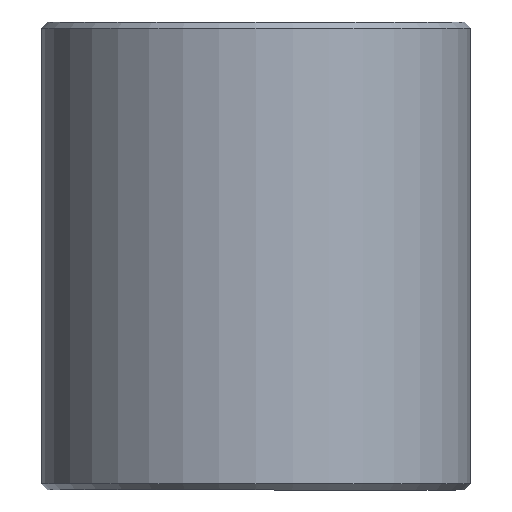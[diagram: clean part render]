
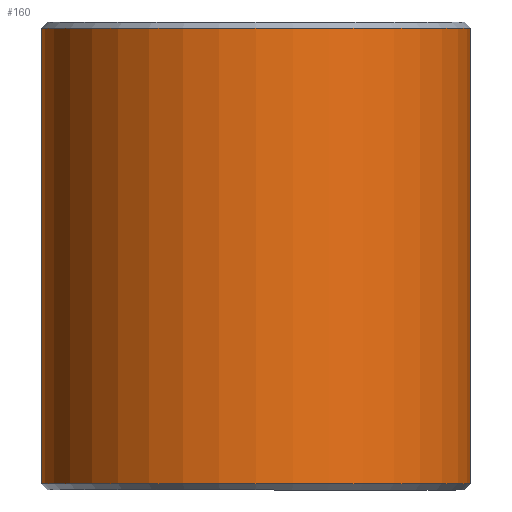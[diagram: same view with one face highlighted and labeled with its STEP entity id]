
A CAD part, front view. The second image highlights one B-rep face of the part: STEP entity #160.
In plain terms, the highlighted cylindrical face has radius 27.5 mm (diameter 55 mm), a full revolution.
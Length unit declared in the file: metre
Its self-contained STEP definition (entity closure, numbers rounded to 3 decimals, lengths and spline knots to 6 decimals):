
#160=ADVANCED_FACE('',(#186,#187),#188,.T.);
#186=FACE_OUTER_BOUND('',#3996,.T.);
#187=FACE_OUTER_BOUND('',#3997,.T.);
#188=CYLINDRICAL_SURFACE('',#3998,0.0275);
#3996=EDGE_LOOP('',(#7831));
#3997=EDGE_LOOP('',(#7832));
#3998=AXIS2_PLACEMENT_3D('',#7833,#7834,#7835);
#7831=ORIENTED_EDGE('',*,*,#7876,.T.);
#7832=ORIENTED_EDGE('',*,*,#7877,.F.);
#7833=CARTESIAN_POINT('',(0.0,0.0,0.));
#7834=DIRECTION('',(0.0,0.,-1.0));
#7835=DIRECTION('',(0.0,1.0,0.));
#7876=EDGE_CURVE('',#7908,#7908,#7909,.T.);
#7877=EDGE_CURVE('',#7910,#7910,#7911,.T.);
#7908=VERTEX_POINT('',#8158);
#7909=CIRCLE('',#8159,0.0275);
#7910=VERTEX_POINT('',#8160);
#7911=CIRCLE('',#8161,0.0275);
#8158=CARTESIAN_POINT('',(0.0,0.0275,0.0592));
#8159=AXIS2_PLACEMENT_3D('',#8194,#8195,#8196);
#8160=CARTESIAN_POINT('',(0.0,0.0275,0.0008));
#8161=AXIS2_PLACEMENT_3D('',#8197,#8198,#8199);
#8194=CARTESIAN_POINT('',(0.0,0.,0.0592));
#8195=DIRECTION('',(0.0,0.,-1.0));
#8196=DIRECTION('',(0.0,1.0,0.));
#8197=CARTESIAN_POINT('',(0.0,0.0,0.0008));
#8198=DIRECTION('',(0.0,0.,-1.0));
#8199=DIRECTION('',(0.0,1.0,0.));
